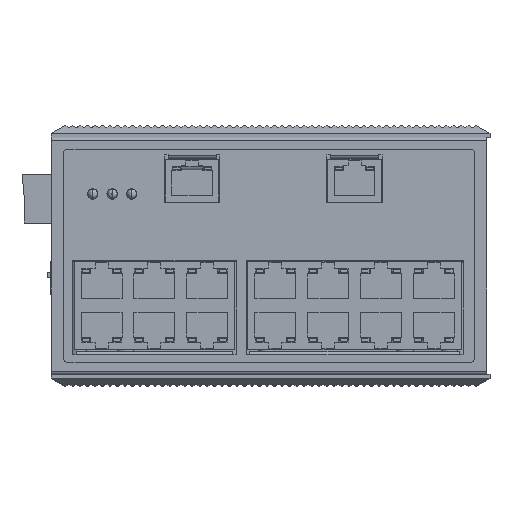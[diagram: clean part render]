
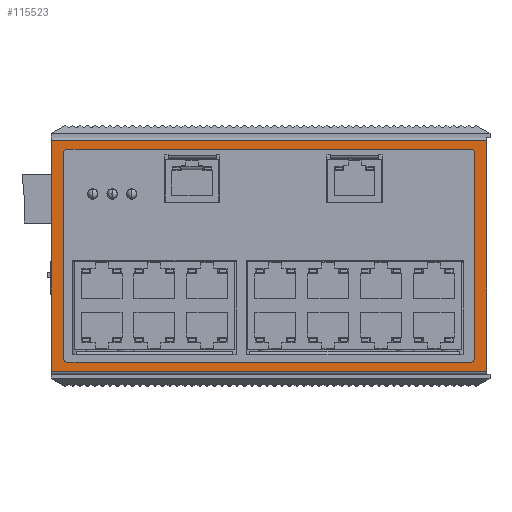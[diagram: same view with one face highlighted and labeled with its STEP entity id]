
A CAD part, top view. The second image highlights one B-rep face of the part: STEP entity #115523.
In plain terms, the highlighted face is planar.
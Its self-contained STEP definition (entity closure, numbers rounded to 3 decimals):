
#111501=DIRECTION('',(-1.,0.,0.));
#111502=VECTOR('',#111501,134.);
#111503=CARTESIAN_POINT('',(67.,-72.1,-48.5));
#111504=LINE('',#111503,#111502);
#111516=DIRECTION('',(0.,-1.,0.));
#111517=VECTOR('',#111516,71.1);
#111518=CARTESIAN_POINT('',(-67.,-1.,-48.5));
#111519=LINE('',#111518,#111517);
#111523=DIRECTION('',(0.,1.,0.));
#111524=VECTOR('',#111523,71.1);
#111525=CARTESIAN_POINT('',(67.,-72.1,-48.5));
#111526=LINE('',#111525,#111524);
#111530=DIRECTION('',(-1.,0.,0.));
#111531=VECTOR('',#111530,134.);
#111532=CARTESIAN_POINT('',(67.,-1.,-48.5));
#111533=LINE('',#111532,#111531);
#111537=DIRECTION('',(0.,-1.,0.));
#111538=VECTOR('',#111537,63.5);
#111539=CARTESIAN_POINT('',(-63.2,-4.75,-48.5));
#111540=LINE('',#111539,#111538);
#111544=CARTESIAN_POINT('',(-62.2,-4.75,-48.5));
#111545=DIRECTION('',(0.,0.,-1.));
#111546=DIRECTION('',(-1.,0.,0.));
#111547=AXIS2_PLACEMENT_3D('',#111544,#111545,#111546);
#111552=DIRECTION('',(-1.,0.,0.));
#111553=VECTOR('',#111552,124.4);
#111554=CARTESIAN_POINT('',(62.2,-3.75,-48.5));
#111555=LINE('',#111554,#111553);
#111559=CARTESIAN_POINT('',(62.2,-4.75,-48.5));
#111560=DIRECTION('',(0.,0.,-1.));
#111561=DIRECTION('',(0.,1.,0.));
#111562=AXIS2_PLACEMENT_3D('',#111559,#111560,#111561);
#111567=DIRECTION('',(0.,1.,0.));
#111568=VECTOR('',#111567,63.5);
#111569=CARTESIAN_POINT('',(63.2,-68.25,-48.5));
#111570=LINE('',#111569,#111568);
#111574=CARTESIAN_POINT('',(62.2,-68.25,-48.5));
#111575=DIRECTION('',(0.,0.,-1.));
#111576=DIRECTION('',(1.,0.,0.));
#111577=AXIS2_PLACEMENT_3D('',#111574,#111575,#111576);
#111582=DIRECTION('',(1.,0.,0.));
#111583=VECTOR('',#111582,124.4);
#111584=CARTESIAN_POINT('',(-62.2,-69.25,-48.5));
#111585=LINE('',#111584,#111583);
#111589=CARTESIAN_POINT('',(-62.2,-68.25,-48.5));
#111590=DIRECTION('',(0.,0.,-1.));
#111591=DIRECTION('',(0.,-1.,0.));
#111592=AXIS2_PLACEMENT_3D('',#111589,#111590,#111591);
#113644=CARTESIAN_POINT('',(67.,-1.,-48.5));
#113645=CARTESIAN_POINT('',(-67.,-1.,-48.5));
#113646=VERTEX_POINT('',#113644);
#113647=VERTEX_POINT('',#113645);
#113660=CARTESIAN_POINT('',(67.,-72.1,-48.5));
#113661=CARTESIAN_POINT('',(-67.,-72.1,-48.5));
#113662=VERTEX_POINT('',#113660);
#113663=VERTEX_POINT('',#113661);
#113804=CARTESIAN_POINT('',(-63.2,-4.75,-48.5));
#113805=CARTESIAN_POINT('',(-63.2,-68.25,-48.5));
#113806=VERTEX_POINT('',#113804);
#113807=VERTEX_POINT('',#113805);
#113808=CARTESIAN_POINT('',(-62.2,-69.25,-48.5));
#113809=CARTESIAN_POINT('',(62.2,-69.25,-48.5));
#113810=VERTEX_POINT('',#113808);
#113811=VERTEX_POINT('',#113809);
#113812=CARTESIAN_POINT('',(63.2,-68.25,-48.5));
#113813=CARTESIAN_POINT('',(63.2,-4.75,-48.5));
#113814=VERTEX_POINT('',#113812);
#113815=VERTEX_POINT('',#113813);
#113816=CARTESIAN_POINT('',(62.2,-3.75,-48.5));
#113817=CARTESIAN_POINT('',(-62.2,-3.75,-48.5));
#113818=VERTEX_POINT('',#113816);
#113819=VERTEX_POINT('',#113817);
#115493=CARTESIAN_POINT('',(-67.,-1.,-48.5));
#115494=DIRECTION('',(0.,0.,1.));
#115495=DIRECTION('',(-1.,0.,0.));
#115496=AXIS2_PLACEMENT_3D('',#115493,#115494,#115495);
#115497=PLANE('',#115496);
#115498=ORIENTED_EDGE('',*,*,#115281,.T.);
#115499=ORIENTED_EDGE('',*,*,#115487,.F.);
#115500=ORIENTED_EDGE('',*,*,#114433,.T.);
#115502=ORIENTED_EDGE('',*,*,#115501,.T.);
#115503=EDGE_LOOP('',(#115498,#115499,#115500,#115502));
#115504=FACE_OUTER_BOUND('',#115503,.F.);
#115506=ORIENTED_EDGE('',*,*,#115505,.F.);
#115508=ORIENTED_EDGE('',*,*,#115507,.T.);
#115510=ORIENTED_EDGE('',*,*,#115509,.F.);
#115512=ORIENTED_EDGE('',*,*,#115511,.T.);
#115514=ORIENTED_EDGE('',*,*,#115513,.F.);
#115516=ORIENTED_EDGE('',*,*,#115515,.T.);
#115518=ORIENTED_EDGE('',*,*,#115517,.F.);
#115520=ORIENTED_EDGE('',*,*,#115519,.T.);
#115521=EDGE_LOOP('',(#115506,#115508,#115510,#115512,#115514,#115516,#115518,
#115520));
#115522=FACE_BOUND('',#115521,.F.);
#111548=CIRCLE('',#111547,1.);
#111563=CIRCLE('',#111562,1.);
#111578=CIRCLE('',#111577,1.);
#111593=CIRCLE('',#111592,1.);
#114433=EDGE_CURVE('',#113662,#113646,#111526,.T.);
#115281=EDGE_CURVE('',#113647,#113663,#111519,.T.);
#115487=EDGE_CURVE('',#113662,#113663,#111504,.T.);
#115501=EDGE_CURVE('',#113646,#113647,#111533,.T.);
#115505=EDGE_CURVE('',#113806,#113807,#111540,.T.);
#115507=EDGE_CURVE('',#113806,#113819,#111548,.T.);
#115509=EDGE_CURVE('',#113818,#113819,#111555,.T.);
#115511=EDGE_CURVE('',#113818,#113815,#111563,.T.);
#115513=EDGE_CURVE('',#113814,#113815,#111570,.T.);
#115515=EDGE_CURVE('',#113814,#113811,#111578,.T.);
#115517=EDGE_CURVE('',#113810,#113811,#111585,.T.);
#115519=EDGE_CURVE('',#113810,#113807,#111593,.T.);
#115523=ADVANCED_FACE('',(#115504,#115522),#115497,.F.);
